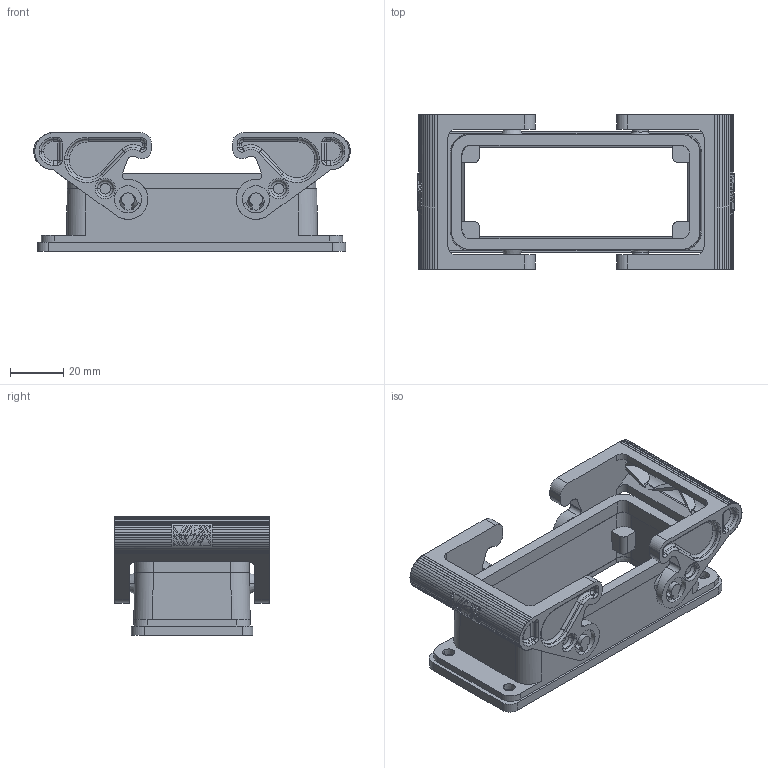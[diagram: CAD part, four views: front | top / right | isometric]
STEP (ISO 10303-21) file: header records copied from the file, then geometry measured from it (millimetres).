
FILE_DESCRIPTION(('CoCreate Modeling STEP Export'),'2;1');
FILE_NAME('CHIN 16.stp','2011-04-19T13:43:06',(''),(''),'CoCreate Modeling STEP processor for AP214 (Solid Model)','CoCreate Modeling 16.00A 16-Aug-2008 (C) Parametric Technology GmbH','');
FILE_SCHEMA(('AUTOMOTIVE_DESIGN { 1 0 10303 214 1 1 1 1 }'));
Length unit declared in the file: millimetre
Products named in the file (2): CHIN_16
Assembly tree (1 placements, depth 2):
  CHIN_16
    CHIN_16
Bounding box: 118.6 x 58 x 44.5 mm (x, y, z)
Volume: 60557.7 mm3; surface area: 38026.5 mm2
Topology: 1 solids, 1 shells, 916 faces, 2520 edges, 1620 vertices
Faces by surface type: plane 438, cylinder 354, torus 88, cone 20, extrusion 12, bspline 4
Entity records: 35978 total; most frequent: CARTESIAN_POINT 6870, ORIENTED_EDGE 5040, DIRECTION 4185, EDGE_CURVE 2520, VERTEX_POINT 1620, AXIS2_PLACEMENT_3D 1453, VECTOR 1279, LINE 1267
